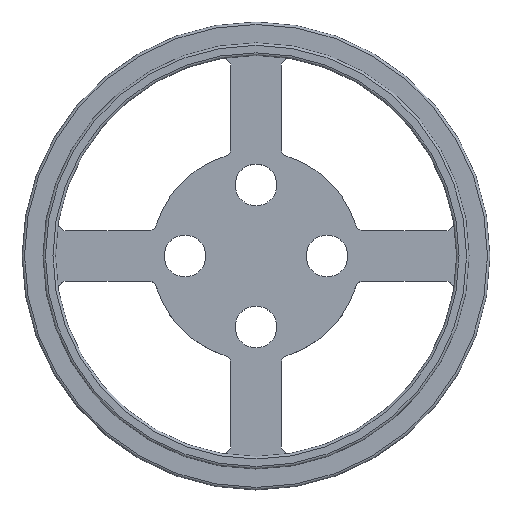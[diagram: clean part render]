
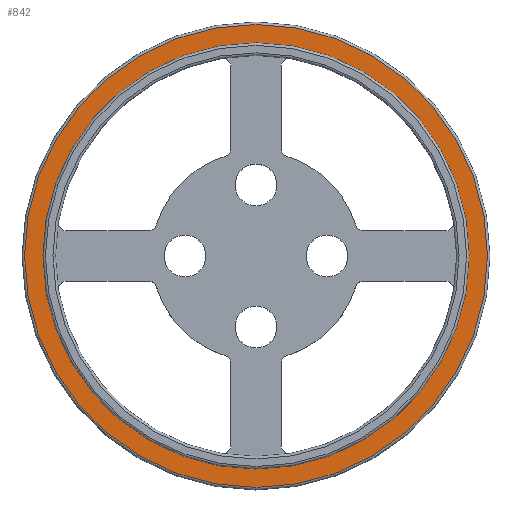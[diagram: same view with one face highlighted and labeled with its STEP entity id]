
A CAD part, top view. The second image highlights one B-rep face of the part: STEP entity #842.
In plain terms, the highlighted planar face has unit normal (0, 0, 1).
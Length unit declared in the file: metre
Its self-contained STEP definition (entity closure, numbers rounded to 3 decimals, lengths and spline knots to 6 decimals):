
#78=CIRCLE('',#964,0.0277);
#79=CIRCLE('',#965,0.0255);
#264=ORIENTED_EDGE('',*,*,#460,.T.);
#265=ORIENTED_EDGE('',*,*,#461,.F.);
#460=EDGE_CURVE('',#546,#546,#78,.T.);
#461=EDGE_CURVE('',#547,#547,#79,.T.);
#546=VERTEX_POINT('',#1494);
#547=VERTEX_POINT('',#1496);
#690=EDGE_LOOP('',(#264));
#691=EDGE_LOOP('',(#265));
#768=FACE_BOUND('',#690,.T.);
#769=FACE_BOUND('',#691,.T.);
#818=PLANE('',#963);
#842=ADVANCED_FACE('',(#768,#769),#818,.T.);
#963=AXIS2_PLACEMENT_3D('',#1492,#1211,#1212);
#964=AXIS2_PLACEMENT_3D('',#1493,#1213,#1214);
#965=AXIS2_PLACEMENT_3D('',#1495,#1215,#1216);
#1211=DIRECTION('',(0.,0.,1.));
#1212=DIRECTION('',(1.,0.,0.));
#1213=DIRECTION('',(0.,0.,1.));
#1214=DIRECTION('',(1.,0.,0.));
#1215=DIRECTION('',(0.,0.,1.));
#1216=DIRECTION('',(1.,0.,0.));
#1492=CARTESIAN_POINT('',(0.,0.,0.0025));
#1493=CARTESIAN_POINT('',(0.,0.,0.0025));
#1494=CARTESIAN_POINT('',(0.0277,0.,0.0025));
#1495=CARTESIAN_POINT('',(0.,0.,0.0025));
#1496=CARTESIAN_POINT('',(0.0255,0.,0.0025));
